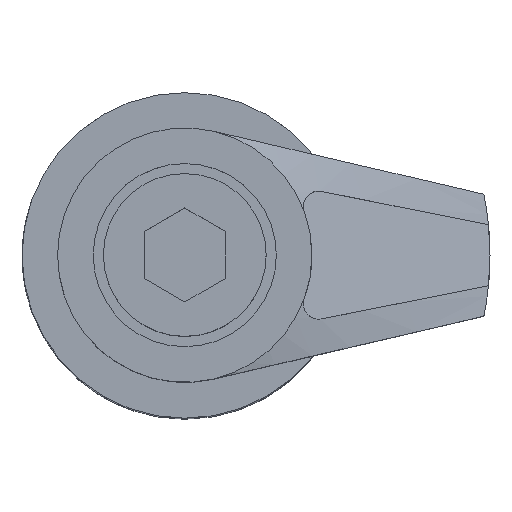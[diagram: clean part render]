
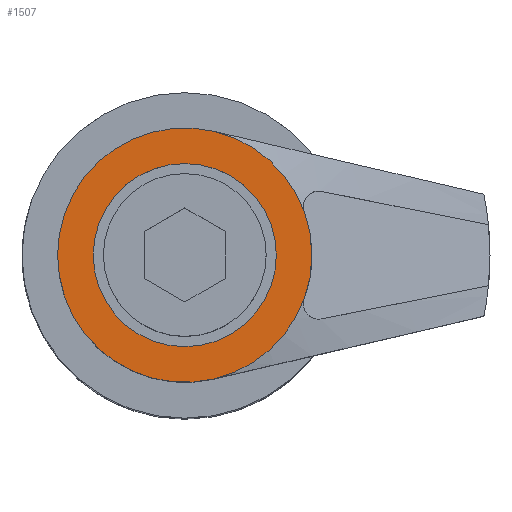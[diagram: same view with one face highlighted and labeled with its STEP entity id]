
A CAD part, top view. The second image highlights one B-rep face of the part: STEP entity #1507.
In plain terms, the highlighted planar face has unit normal (0, 0, 1).
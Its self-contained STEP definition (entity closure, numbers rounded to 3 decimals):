
#36 = EDGE_CURVE ( 'NONE', #965, #1502, #88, .T. ) ;
#43 = VERTEX_POINT ( 'NONE', #1240 ) ;
#88 = CIRCLE ( 'NONE', #1663, 12.5 ) ;
#92 = ORIENTED_EDGE ( 'NONE', *, *, #2011, .F. ) ;
#93 = EDGE_CURVE ( 'NONE', #1502, #43, #1026, .T. ) ;
#104 = AXIS2_PLACEMENT_3D ( 'NONE', #2327, #1562, #1407 ) ;
#165 = AXIS2_PLACEMENT_3D ( 'NONE', #909, #1664, #333 ) ;
#238 = VERTEX_POINT ( 'NONE', #905 ) ;
#247 = CARTESIAN_POINT ( 'NONE',  ( -12.5, 0., 45. ) ) ;
#333 = DIRECTION ( 'NONE',  ( -1., 0., 0. ) ) ;
#337 = DIRECTION ( 'NONE',  ( 1., 0., 0. ) ) ;
#361 = CARTESIAN_POINT ( 'NONE',  ( 11.745, -4.279, 45. ) ) ;
#564 = ORIENTED_EDGE ( 'NONE', *, *, #1926, .F. ) ;
#609 = AXIS2_PLACEMENT_3D ( 'NONE', #711, #936, #1297 ) ;
#660 = CARTESIAN_POINT ( 'NONE',  ( 0., 0., 45. ) ) ;
#661 = CARTESIAN_POINT ( 'NONE',  ( 0., 0., 45. ) ) ;
#703 = PLANE ( 'NONE',  #1389 ) ;
#704 = ORIENTED_EDGE ( 'NONE', *, *, #2157, .F. ) ;
#711 = CARTESIAN_POINT ( 'NONE',  ( 0., 0., 45. ) ) ;
#741 = FACE_OUTER_BOUND ( 'NONE', #1325, .T. ) ;
#750 = CARTESIAN_POINT ( 'NONE',  ( 11.745, 4.279, 45. ) ) ;
#770 = AXIS2_PLACEMENT_3D ( 'NONE', #1350, #967, #991 ) ;
#845 = CARTESIAN_POINT ( 'NONE',  ( -9., 0., 45. ) ) ;
#905 = CARTESIAN_POINT ( 'NONE',  ( 2.83, 12.175, 45. ) ) ;
#909 = CARTESIAN_POINT ( 'NONE',  ( 0., 0., 45. ) ) ;
#929 = ORIENTED_EDGE ( 'NONE', *, *, #1902, .F. ) ;
#936 = DIRECTION ( 'NONE',  ( 0., 0., -1. ) ) ;
#965 = VERTEX_POINT ( 'NONE', #750 ) ;
#967 = DIRECTION ( 'NONE',  ( 0., 0., 1. ) ) ;
#991 = DIRECTION ( 'NONE',  ( 1., 0., 0. ) ) ;
#1009 = CIRCLE ( 'NONE', #609, 12.5 ) ;
#1016 = VERTEX_POINT ( 'NONE', #845 ) ;
#1018 = VERTEX_POINT ( 'NONE', #247 ) ;
#1026 = CIRCLE ( 'NONE', #165, 12.5 ) ;
#1045 = CIRCLE ( 'NONE', #1759, 9. ) ;
#1200 = DIRECTION ( 'NONE',  ( 0., 0., -1. ) ) ;
#1240 = CARTESIAN_POINT ( 'NONE',  ( 2.83, -12.175, 45. ) ) ;
#1255 = DIRECTION ( 'NONE',  ( 1., 0., 0. ) ) ;
#1297 = DIRECTION ( 'NONE',  ( -1., 0., 0. ) ) ;
#1325 = EDGE_LOOP ( 'NONE', ( #2303, #92, #2182, #929, #2342 ) ) ;
#1350 = CARTESIAN_POINT ( 'NONE',  ( 0., 0., 45. ) ) ;
#1389 = AXIS2_PLACEMENT_3D ( 'NONE', #1496, #1695, #337 ) ;
#1401 = DIRECTION ( 'NONE',  ( 1., 0., 0. ) ) ;
#1402 = CIRCLE ( 'NONE', #104, 12.5 ) ;
#1407 = DIRECTION ( 'NONE',  ( 1., 0., 0. ) ) ;
#1496 = CARTESIAN_POINT ( 'NONE',  ( 0., 0., 45. ) ) ;
#1502 = VERTEX_POINT ( 'NONE', #361 ) ;
#1507 = ADVANCED_FACE ( 'NONE', ( #2228, #741 ), #703, .T. ) ;
#1522 = CIRCLE ( 'NONE', #1994, 12.5 ) ;
#1523 = EDGE_LOOP ( 'NONE', ( #704, #564 ) ) ;
#1562 = DIRECTION ( 'NONE',  ( 0., 0., -1. ) ) ;
#1599 = VERTEX_POINT ( 'NONE', #1841 ) ;
#1663 = AXIS2_PLACEMENT_3D ( 'NONE', #660, #2398, #1255 ) ;
#1664 = DIRECTION ( 'NONE',  ( 0., 0., -1. ) ) ;
#1695 = DIRECTION ( 'NONE',  ( 0., 0., 1. ) ) ;
#1759 = AXIS2_PLACEMENT_3D ( 'NONE', #661, #1800, #2356 ) ;
#1800 = DIRECTION ( 'NONE',  ( 0., 0., 1. ) ) ;
#1841 = CARTESIAN_POINT ( 'NONE',  ( 9., 0., 45. ) ) ;
#1843 = CIRCLE ( 'NONE', #770, 9. ) ;
#1902 = EDGE_CURVE ( 'NONE', #43, #1018, #1522, .T. ) ;
#1926 = EDGE_CURVE ( 'NONE', #1016, #1599, #1045, .T. ) ;
#1952 = CARTESIAN_POINT ( 'NONE',  ( 0., 0., 45. ) ) ;
#1994 = AXIS2_PLACEMENT_3D ( 'NONE', #1952, #1200, #1401 ) ;
#2011 = EDGE_CURVE ( 'NONE', #238, #965, #1009, .T. ) ;
#2157 = EDGE_CURVE ( 'NONE', #1599, #1016, #1843, .T. ) ;
#2182 = ORIENTED_EDGE ( 'NONE', *, *, #2334, .F. ) ;
#2228 = FACE_BOUND ( 'NONE', #1523, .T. ) ;
#2303 = ORIENTED_EDGE ( 'NONE', *, *, #36, .F. ) ;
#2327 = CARTESIAN_POINT ( 'NONE',  ( 0., 0., 45. ) ) ;
#2334 = EDGE_CURVE ( 'NONE', #1018, #238, #1402, .T. ) ;
#2342 = ORIENTED_EDGE ( 'NONE', *, *, #93, .F. ) ;
#2356 = DIRECTION ( 'NONE',  ( 1., 0., 0. ) ) ;
#2398 = DIRECTION ( 'NONE',  ( 0., 0., -1. ) ) ;
